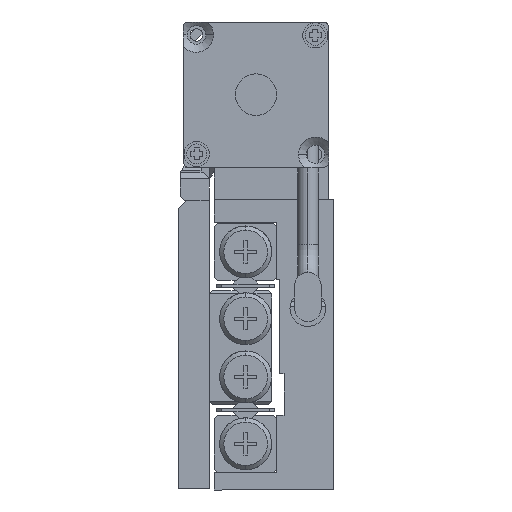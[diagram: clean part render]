
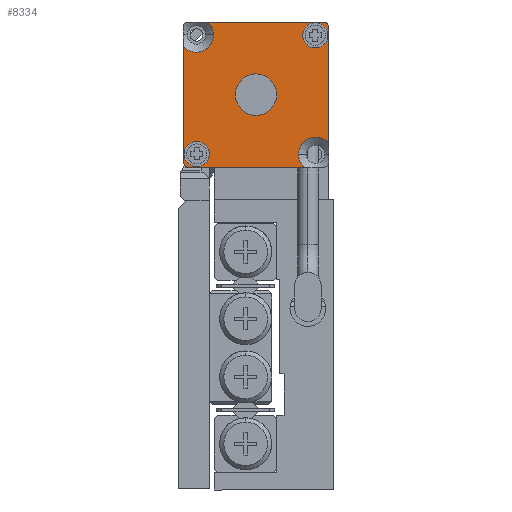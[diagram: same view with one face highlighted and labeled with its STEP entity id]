
A CAD part, left-side view. The second image highlights one B-rep face of the part: STEP entity #8334.
In plain terms, the highlighted face is planar.
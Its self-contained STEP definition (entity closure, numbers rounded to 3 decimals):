
#695 = VERTEX_POINT ( 'NONE', #23363 ) ;
#848 = AXIS2_PLACEMENT_3D ( 'NONE', #14811, #17426, #38109 ) ;
#1034 = ORIENTED_EDGE ( 'NONE', *, *, #2833, .F. ) ;
#1319 = CIRCLE ( 'NONE', #26346, 1.664 ) ;
#1468 = ORIENTED_EDGE ( 'NONE', *, *, #12133, .T. ) ;
#1518 = FACE_BOUND ( 'NONE', #7626, .T. ) ;
#2085 = ORIENTED_EDGE ( 'NONE', *, *, #21269, .T. ) ;
#2546 = LINE ( 'NONE', #21925, #21280 ) ;
#2833 = EDGE_CURVE ( 'NONE', #11835, #7456, #33185, .T. ) ;
#3665 = DIRECTION ( 'NONE',  ( 1., 0., 0. ) ) ;
#3693 = DIRECTION ( 'NONE',  ( 1., 0., 0. ) ) ;
#3997 = DIRECTION ( 'NONE',  ( 1., 0., 0. ) ) ;
#4384 = LINE ( 'NONE', #23965, #32687 ) ;
#5256 = EDGE_CURVE ( 'NONE', #15074, #21124, #1319, .T. ) ;
#6127 = EDGE_CURVE ( 'NONE', #33426, #41540, #38955, .T. ) ;
#6190 = CIRCLE ( 'NONE', #21483, 2. ) ;
#6193 = DIRECTION ( 'NONE',  ( 1., 0., 0. ) ) ;
#6784 = AXIS2_PLACEMENT_3D ( 'NONE', #16761, #16979, #17187 ) ;
#6982 = EDGE_CURVE ( 'NONE', #33570, #42391, #15051, .T. ) ;
#7266 = EDGE_CURVE ( 'NONE', #14207, #29340, #31383, .T. ) ;
#7456 = VERTEX_POINT ( 'NONE', #18685 ) ;
#7626 = EDGE_LOOP ( 'NONE', ( #2085, #1468 ) ) ;
#8272 = PLANE ( 'NONE',  #848 ) ;
#8324 = AXIS2_PLACEMENT_3D ( 'NONE', #24556, #11713, #34584 ) ;
#8334 = ADVANCED_FACE ( 'NONE', ( #40321, #10467, #28083, #1518 ), #8272, .T. ) ;
#8338 = VERTEX_POINT ( 'NONE', #24806 ) ;
#8473 = CARTESIAN_POINT ( 'NONE',  ( 11.501, -1.286, 30. ) ) ;
#8605 = EDGE_CURVE ( 'NONE', #695, #28267, #38455, .T. ) ;
#8690 = CARTESIAN_POINT ( 'NONE',  ( 2.348, 0., 30. ) ) ;
#9386 = EDGE_CURVE ( 'NONE', #41540, #33426, #11407, .T. ) ;
#9461 = CARTESIAN_POINT ( 'NONE',  ( 12.75, -12.75, 30. ) ) ;
#9707 = AXIS2_PLACEMENT_3D ( 'NONE', #42773, #16396, #22900 ) ;
#9748 = AXIS2_PLACEMENT_3D ( 'NONE', #21162, #37474, #17449 ) ;
#10467 = FACE_OUTER_BOUND ( 'NONE', #43028, .T. ) ;
#10536 = DIRECTION ( 'NONE',  ( 0., 0., 1. ) ) ;
#10589 = CARTESIAN_POINT ( 'NONE',  ( 11.086, -12.75, 30. ) ) ;
#11407 = CIRCLE ( 'NONE', #19773, 1.213 ) ;
#11418 = CARTESIAN_POINT ( 'NONE',  ( 14., -11.652, 30. ) ) ;
#11489 = CARTESIAN_POINT ( 'NONE',  ( 0.5, -14., 30. ) ) ;
#11713 = DIRECTION ( 'NONE',  ( 0., 0., 1. ) ) ;
#11835 = VERTEX_POINT ( 'NONE', #28496 ) ;
#12133 = EDGE_CURVE ( 'NONE', #8338, #42978, #43085, .T. ) ;
#13147 = EDGE_CURVE ( 'NONE', #39247, #29340, #21353, .T. ) ;
#13215 = CARTESIAN_POINT ( 'NONE',  ( 2.499, -12.714, 30. ) ) ;
#13518 = EDGE_CURVE ( 'NONE', #40740, #14207, #27194, .T. ) ;
#14207 = VERTEX_POINT ( 'NONE', #39912 ) ;
#14334 = CARTESIAN_POINT ( 'NONE',  ( 13.927, -1.286, 30. ) ) ;
#14741 = DIRECTION ( 'NONE',  ( 1., 0., 0. ) ) ;
#14811 = CARTESIAN_POINT ( 'NONE',  ( 0., 0., 30. ) ) ;
#15051 = LINE ( 'NONE', #24394, #15355 ) ;
#15074 = VERTEX_POINT ( 'NONE', #10589 ) ;
#15355 = VECTOR ( 'NONE', #31161, 1000. ) ;
#15732 = CARTESIAN_POINT ( 'NONE',  ( 12.714, -1.286, 30. ) ) ;
#15836 = DIRECTION ( 'NONE',  ( 0., -1., 0. ) ) ;
#15955 = ORIENTED_EDGE ( 'NONE', *, *, #28781, .F. ) ;
#16385 = CARTESIAN_POINT ( 'NONE',  ( 11.652, -14., 30. ) ) ;
#16396 = DIRECTION ( 'NONE',  ( 0., 0., 1. ) ) ;
#16518 = CARTESIAN_POINT ( 'NONE',  ( 0.5, -13.5, 30. ) ) ;
#16761 = CARTESIAN_POINT ( 'NONE',  ( 7., -7., 30. ) ) ;
#16979 = DIRECTION ( 'NONE',  ( 0., 0., 1. ) ) ;
#17172 = DIRECTION ( 'NONE',  ( 0., 0., 1. ) ) ;
#17187 = DIRECTION ( 'NONE',  ( 1., 0., 0. ) ) ;
#17354 = CIRCLE ( 'NONE', #9707, 0.5 ) ;
#17426 = DIRECTION ( 'NONE',  ( 0., 0., 1. ) ) ;
#17449 = DIRECTION ( 'NONE',  ( 1., 0., 0. ) ) ;
#18145 = CARTESIAN_POINT ( 'NONE',  ( 13.5, 0., 30. ) ) ;
#18268 = CIRCLE ( 'NONE', #23809, 1.664 ) ;
#18685 = CARTESIAN_POINT ( 'NONE',  ( 5., -7., 30. ) ) ;
#18776 = DIRECTION ( 'NONE',  ( 1., 0., 0. ) ) ;
#18829 = DIRECTION ( 'NONE',  ( 0., 0., 1. ) ) ;
#19020 = EDGE_CURVE ( 'NONE', #40740, #695, #2546, .T. ) ;
#19555 = AXIS2_PLACEMENT_3D ( 'NONE', #27186, #23917, #3693 ) ;
#19773 = AXIS2_PLACEMENT_3D ( 'NONE', #15732, #32483, #18776 ) ;
#19786 = EDGE_LOOP ( 'NONE', ( #20373, #1034 ) ) ;
#20373 = ORIENTED_EDGE ( 'NONE', *, *, #25776, .F. ) ;
#20441 = DIRECTION ( 'NONE',  ( 0., 0., 1. ) ) ;
#20802 = ORIENTED_EDGE ( 'NONE', *, *, #8605, .T. ) ;
#21029 = CARTESIAN_POINT ( 'NONE',  ( 1.286, -12.714, 30. ) ) ;
#21124 = VERTEX_POINT ( 'NONE', #16385 ) ;
#21162 = CARTESIAN_POINT ( 'NONE',  ( 1.286, -12.714, 30. ) ) ;
#21269 = EDGE_CURVE ( 'NONE', #42978, #8338, #28505, .T. ) ;
#21276 = EDGE_CURVE ( 'NONE', #28267, #21124, #4384, .T. ) ;
#21280 = VECTOR ( 'NONE', #15836, 1000. ) ;
#21285 = CARTESIAN_POINT ( 'NONE',  ( 7., -7., 30. ) ) ;
#21353 = LINE ( 'NONE', #25676, #41092 ) ;
#21483 = AXIS2_PLACEMENT_3D ( 'NONE', #21285, #40891, #14741 ) ;
#21770 = DIRECTION ( 'NONE',  ( -1., 0., 0. ) ) ;
#21925 = CARTESIAN_POINT ( 'NONE',  ( 0., 0., 30. ) ) ;
#22316 = AXIS2_PLACEMENT_3D ( 'NONE', #37408, #17172, #37857 ) ;
#22900 = DIRECTION ( 'NONE',  ( 1., 0., 0. ) ) ;
#23363 = CARTESIAN_POINT ( 'NONE',  ( 0., -13.5, 30. ) ) ;
#23809 = AXIS2_PLACEMENT_3D ( 'NONE', #9461, #18829, #6193 ) ;
#23917 = DIRECTION ( 'NONE',  ( 0., 0., 1. ) ) ;
#23965 = CARTESIAN_POINT ( 'NONE',  ( 0., -14., 30. ) ) ;
#24394 = CARTESIAN_POINT ( 'NONE',  ( 14., 0., 30. ) ) ;
#24556 = CARTESIAN_POINT ( 'NONE',  ( 12.714, -1.286, 30. ) ) ;
#24700 = DIRECTION ( 'NONE',  ( 0., 0., -1. ) ) ;
#24806 = CARTESIAN_POINT ( 'NONE',  ( 0.073, -12.714, 30. ) ) ;
#25676 = CARTESIAN_POINT ( 'NONE',  ( 0., 0., 30. ) ) ;
#25776 = EDGE_CURVE ( 'NONE', #7456, #11835, #6190, .T. ) ;
#26346 = AXIS2_PLACEMENT_3D ( 'NONE', #40171, #10536, #3997 ) ;
#27022 = ORIENTED_EDGE ( 'NONE', *, *, #40472, .T. ) ;
#27186 = CARTESIAN_POINT ( 'NONE',  ( 1.25, -1.25, 30. ) ) ;
#27194 = CIRCLE ( 'NONE', #22316, 1.664 ) ;
#28076 = ORIENTED_EDGE ( 'NONE', *, *, #19020, .T. ) ;
#28083 = FACE_BOUND ( 'NONE', #19786, .T. ) ;
#28267 = VERTEX_POINT ( 'NONE', #11489 ) ;
#28496 = CARTESIAN_POINT ( 'NONE',  ( 9., -7., 30. ) ) ;
#28505 = CIRCLE ( 'NONE', #9748, 1.213 ) ;
#28781 = EDGE_CURVE ( 'NONE', #33570, #15074, #18268, .T. ) ;
#29340 = VERTEX_POINT ( 'NONE', #8690 ) ;
#29759 = ORIENTED_EDGE ( 'NONE', *, *, #5256, .F. ) ;
#30108 = AXIS2_PLACEMENT_3D ( 'NONE', #16518, #20441, #3665 ) ;
#31161 = DIRECTION ( 'NONE',  ( 0., 1., 0. ) ) ;
#31383 = CIRCLE ( 'NONE', #19555, 1.664 ) ;
#32483 = DIRECTION ( 'NONE',  ( 0., 0., 1. ) ) ;
#32687 = VECTOR ( 'NONE', #34203, 1000. ) ;
#33185 = CIRCLE ( 'NONE', #6784, 2. ) ;
#33426 = VERTEX_POINT ( 'NONE', #8473 ) ;
#33570 = VERTEX_POINT ( 'NONE', #11418 ) ;
#34203 = DIRECTION ( 'NONE',  ( 1., 0., 0. ) ) ;
#34584 = DIRECTION ( 'NONE',  ( 1., 0., 0. ) ) ;
#34589 = ORIENTED_EDGE ( 'NONE', *, *, #6127, .F. ) ;
#36315 = ORIENTED_EDGE ( 'NONE', *, *, #7266, .F. ) ;
#36880 = CARTESIAN_POINT ( 'NONE',  ( 14., -0.5, 30. ) ) ;
#37408 = CARTESIAN_POINT ( 'NONE',  ( 1.25, -1.25, 30. ) ) ;
#37474 = DIRECTION ( 'NONE',  ( 0., 0., -1. ) ) ;
#37857 = DIRECTION ( 'NONE',  ( 1., 0., 0. ) ) ;
#38109 = DIRECTION ( 'NONE',  ( 1., 0., 0. ) ) ;
#38455 = CIRCLE ( 'NONE', #30108, 0.5 ) ;
#38570 = CARTESIAN_POINT ( 'NONE',  ( 0., -2.348, 30. ) ) ;
#38955 = CIRCLE ( 'NONE', #8324, 1.213 ) ;
#39247 = VERTEX_POINT ( 'NONE', #18145 ) ;
#39912 = CARTESIAN_POINT ( 'NONE',  ( 2.914, -1.25, 30. ) ) ;
#40171 = CARTESIAN_POINT ( 'NONE',  ( 12.75, -12.75, 30. ) ) ;
#40321 = FACE_BOUND ( 'NONE', #42222, .T. ) ;
#40472 = EDGE_CURVE ( 'NONE', #42391, #39247, #17354, .T. ) ;
#40674 = ORIENTED_EDGE ( 'NONE', *, *, #9386, .F. ) ;
#40740 = VERTEX_POINT ( 'NONE', #38570 ) ;
#40891 = DIRECTION ( 'NONE',  ( 0., 0., 1. ) ) ;
#41092 = VECTOR ( 'NONE', #21770, 1000. ) ;
#41465 = ORIENTED_EDGE ( 'NONE', *, *, #13147, .T. ) ;
#41540 = VERTEX_POINT ( 'NONE', #14334 ) ;
#41706 = DIRECTION ( 'NONE',  ( 1., 0., 0. ) ) ;
#41960 = ORIENTED_EDGE ( 'NONE', *, *, #13518, .F. ) ;
#42222 = EDGE_LOOP ( 'NONE', ( #40674, #34589 ) ) ;
#42391 = VERTEX_POINT ( 'NONE', #36880 ) ;
#42410 = AXIS2_PLACEMENT_3D ( 'NONE', #21029, #24700, #41706 ) ;
#42773 = CARTESIAN_POINT ( 'NONE',  ( 13.5, -0.5, 30. ) ) ;
#42846 = ORIENTED_EDGE ( 'NONE', *, *, #6982, .T. ) ;
#42978 = VERTEX_POINT ( 'NONE', #13215 ) ;
#42989 = ORIENTED_EDGE ( 'NONE', *, *, #21276, .T. ) ;
#43028 = EDGE_LOOP ( 'NONE', ( #41960, #28076, #20802, #42989, #29759, #15955, #42846, #27022, #41465, #36315 ) ) ;
#43085 = CIRCLE ( 'NONE', #42410, 1.213 ) ;
